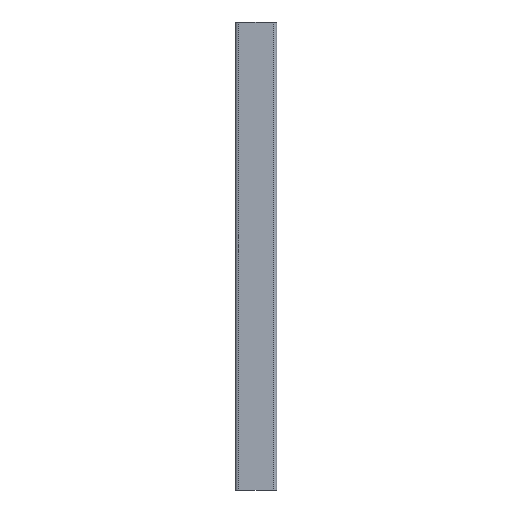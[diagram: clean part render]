
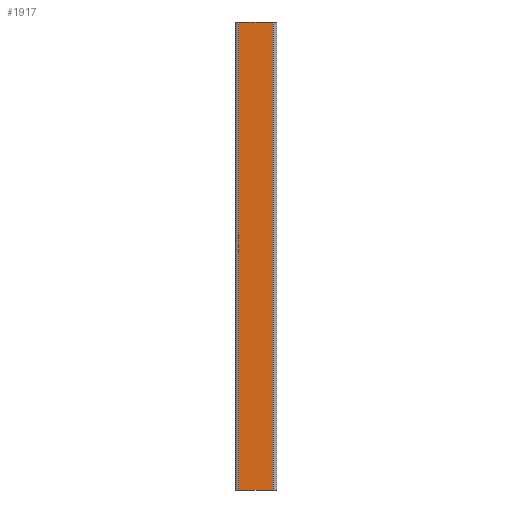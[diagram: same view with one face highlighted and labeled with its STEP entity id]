
A CAD part, left-side view. The second image highlights one B-rep face of the part: STEP entity #1917.
In plain terms, the highlighted planar face has unit normal (-1, 0, 0).
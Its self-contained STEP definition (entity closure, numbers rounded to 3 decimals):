
#19 = EDGE_CURVE ( 'NONE', #2151, #2129, #473, .T. ) ;
#20 = EDGE_CURVE ( 'NONE', #2129, #2189, #475, .T. ) ;
#21 = EDGE_CURVE ( 'NONE', #2131, #2189, #468, .T. ) ;
#277 = VECTOR ( 'NONE', #1775, 1000. ) ;
#297 = LINE ( 'NONE', #1769, #277 ) ;
#301 = FACE_OUTER_BOUND ( 'NONE', #2125, .T. ) ;
#464 = VECTOR ( 'NONE', #1498, 1000. ) ;
#467 = VECTOR ( 'NONE', #1507, 1000. ) ;
#468 = LINE ( 'NONE', #1504, #464 ) ;
#469 = VECTOR ( 'NONE', #1531, 1000. ) ;
#473 = LINE ( 'NONE', #1525, #469 ) ;
#475 = LINE ( 'NONE', #1513, #467 ) ;
#653 = ORIENTED_EDGE ( 'NONE', *, *, #19, .T. ) ;
#655 = ORIENTED_EDGE ( 'NONE', *, *, #20, .T. ) ;
#661 = ORIENTED_EDGE ( 'NONE', *, *, #21, .F. ) ;
#664 = ORIENTED_EDGE ( 'NONE', *, *, #957, .F. ) ;
#957 = EDGE_CURVE ( 'NONE', #2151, #2131, #297, .T. ) ;
#1091 = CARTESIAN_POINT ( 'NONE',  ( -20.5, 37.5, 230. ) ) ;
#1145 = CARTESIAN_POINT ( 'NONE',  ( -20.5, 37.5, -230. ) ) ;
#1164 = CARTESIAN_POINT ( 'NONE',  ( -20.5, 3.5, -230. ) ) ;
#1173 = CARTESIAN_POINT ( 'NONE',  ( -20.5, 3.5, 230. ) ) ;
#1448 = DIRECTION ( 'NONE',  ( 0., 1., 0. ) ) ;
#1451 = DIRECTION ( 'NONE',  ( 1., 0., 0. ) ) ;
#1453 = PLANE ( 'NONE',  #1984 ) ;
#1460 = CARTESIAN_POINT ( 'NONE',  ( -20.5, 37.5, 230. ) ) ;
#1498 = DIRECTION ( 'NONE',  ( 0., 0., -1. ) ) ;
#1504 = CARTESIAN_POINT ( 'NONE',  ( -20.5, 3.5, 230. ) ) ;
#1507 = DIRECTION ( 'NONE',  ( 0., -1., 0. ) ) ;
#1513 = CARTESIAN_POINT ( 'NONE',  ( -20.5, 37.5, -230. ) ) ;
#1525 = CARTESIAN_POINT ( 'NONE',  ( -20.5, 37.5, 230. ) ) ;
#1531 = DIRECTION ( 'NONE',  ( 0., 0., -1. ) ) ;
#1769 = CARTESIAN_POINT ( 'NONE',  ( -20.5, 37.5, 230. ) ) ;
#1775 = DIRECTION ( 'NONE',  ( 0., -1., 0. ) ) ;
#1917 = ADVANCED_FACE ( 'NONE', ( #301 ), #1453, .F. ) ;
#1984 = AXIS2_PLACEMENT_3D ( 'NONE', #1460, #1451, #1448 ) ;
#2125 = EDGE_LOOP ( 'NONE', ( #653, #655, #661, #664 ) ) ;
#2129 = VERTEX_POINT ( 'NONE', #1145 ) ;
#2131 = VERTEX_POINT ( 'NONE', #1173 ) ;
#2151 = VERTEX_POINT ( 'NONE', #1091 ) ;
#2189 = VERTEX_POINT ( 'NONE', #1164 ) ;
